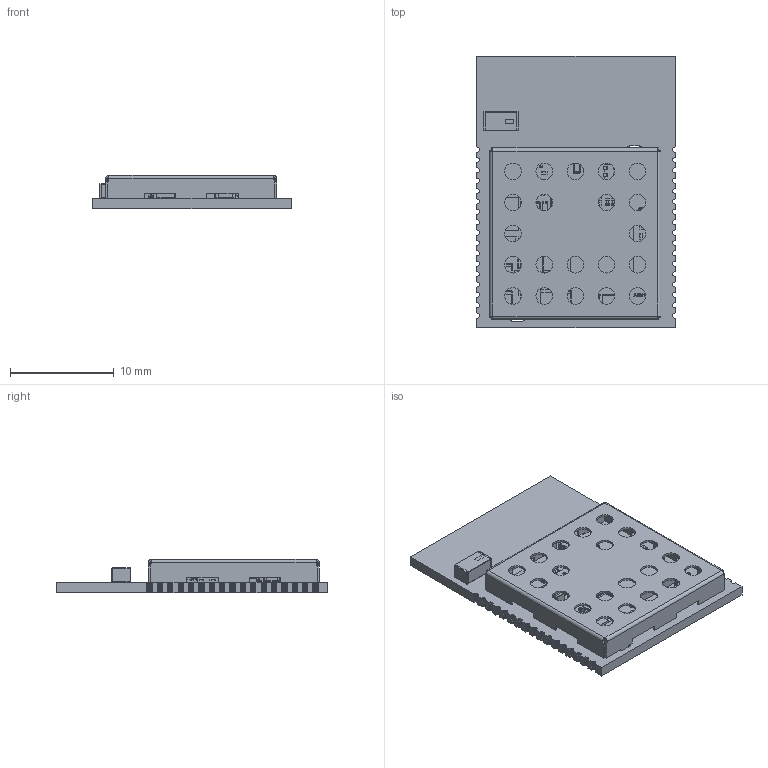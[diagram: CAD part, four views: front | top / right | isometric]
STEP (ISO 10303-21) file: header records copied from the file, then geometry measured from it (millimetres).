
FILE_DESCRIPTION((''),'2;1');
FILE_NAME('ARGO_UWB_MODULE_ASM','2017-08-03T',('Victory'),(''),'PRO/ENGINEER BY PARAMETRIC TECHNOLOGY CORPORATION, 2012360','PRO/ENGINEER BY PARAMETRIC TECHNOLOGY CORPORATION, 2012360','');
FILE_SCHEMA(('CONFIG_CONTROL_DESIGN'));
Length unit declared in the file: millimetre
Products named in the file (164): SHIELD_CAN; BOARD; EXTRUDED-25280; 714524304_ASM; X3_ASM; ABM10; X2_ASM; OPEN_CASCADE_STEP_TRANSLA-35672; OPEN_CASCADE_STEP_TRANSLA-36669; TERMINAL-35658_ASM; OPEN_CASCADE_STEP_TRANSLA-37689; MID_BODY-37679_ASM; 667732368_ASM; L4_ASM; EXTRUDED-38410; 714524432_ASM; U5_ASM; C0201; C6_ASM; C3_ASM; C40_ASM; C5_ASM; C12_ASM; C15_ASM; BMIS-102_ASM; SH1_ASM; EXTRUDED-78422; 714524816_ASM; U1_ASM; C0603; C34_ASM; CYLINDER-81300; 667725768_ASM; EXTRUDED-81446; 714524688_ASM; U3_ASM; BALUN2450FB15L0001; U2_ASM; R0201; R3_ASM ...
Assembly tree (245 placements, depth 7):
  ARGO_UWB_MODULE_ASM
    SHIELD_CAN
    DM1_B2_ASM
      PCB_ASM
        BOARD
        X3_ASM
          714524304_ASM
            EXTRUDED-25280
        X2_ASM
          ABM10
        L4_ASM
          667732368_ASM
            TERMINAL-35658_ASM
              OPEN_CASCADE_STEP_TRANSLA-35672
              OPEN_CASCADE_STEP_TRANSLA-36669
            MID_BODY-37679_ASM
              OPEN_CASCADE_STEP_TRANSLA-37689
        U5_ASM
          714524432_ASM
            EXTRUDED-38410
        C6_ASM
          C0201
        C3_ASM
          C0201
        C40_ASM
          C0201
        C5_ASM
          C0201
        C12_ASM
          C0201
        C15_ASM
          C0201
        SH1_ASM
          BMIS-102_ASM
        U1_ASM
          714524816_ASM
            EXTRUDED-78422
        C34_ASM
          C0603  x2
        U3_ASM
          667725768_ASM
            CYLINDER-81300
          714524688_ASM
            EXTRUDED-81446
        U2_ASM
          BALUN2450FB15L0001
        R3_ASM
          R0201
        R2_ASM
          R0201
        R1_ASM
          R0201
        L9_ASM
          667731288_ASM
            TERMINAL-97294_ASM
              OPEN_CASCADE_STEP_TRANSLA-97308
              OPEN_CASCADE_STEP_TRANSLA-98305
            MID_BODY-99315_ASM
              OPEN_CASCADE_STEP_TRANSLA-99325
        L8_ASM
Bounding box: 19.12 x 26.12 x 3.2 mm (x, y, z)
Volume: 666.4 mm3; surface area: 2314.9 mm2
Topology: 128 solids, 128 shells, 4320 faces, 10022 edges, 5412 vertices
Faces by surface type: plane 1978, cylinder 1610, sphere 656, extrusion 52, torus 24
Entity records: 56013 total; most frequent: CARTESIAN_POINT 8544, DIRECTION 7805, ORIENTED_EDGE 6466, EDGE_CURVE 3233, PRESENTATION_STYLE_ASSIGNMENT 3227, STYLED_ITEM 3118, CURVE_STYLE 2834, AXIS2_PLACEMENT_3D 2680
